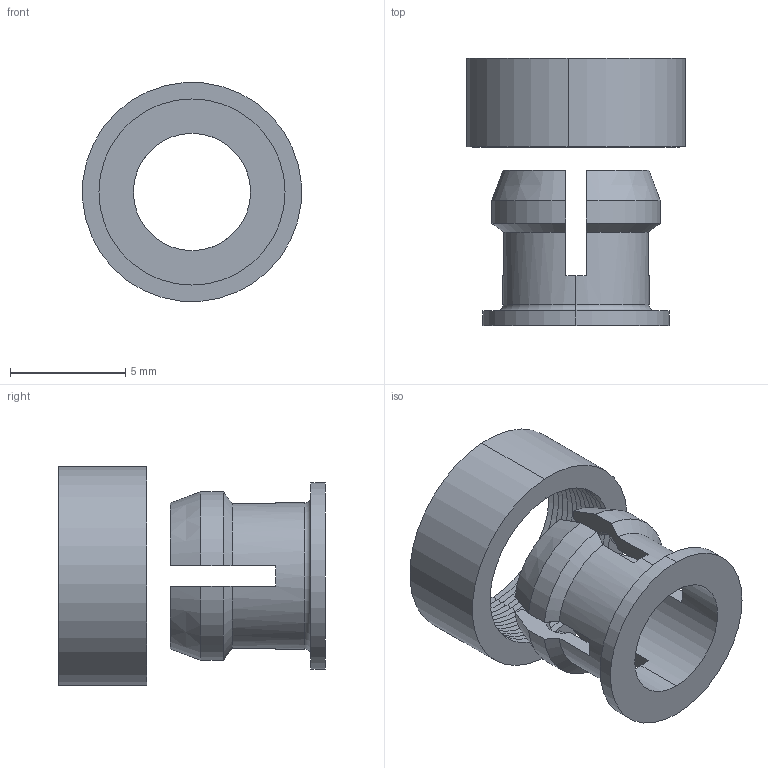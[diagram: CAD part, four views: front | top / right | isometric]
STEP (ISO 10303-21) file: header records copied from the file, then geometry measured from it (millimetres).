
FILE_DESCRIPTION (( 'STEP AP203' ), '1' );
FILE_NAME ('4304MC.STEP', '2021-04-22T15:27:30', ( '' ), ( '' ), 'SwSTEP 2.0', 'SolidWorks 2018', '' );
FILE_SCHEMA (( 'CONFIG_CONTROL_DESIGN' ));
Length unit declared in the file: inch
Products named in the file (3): MP52A-4304MC Collar; MP52B 4304MC Lamp Holder; 4304MC
Assembly tree (2 placements, depth 2):
  4304MC
    MP52B 4304MC Lamp Holder
    MP52A-4304MC Collar
Bounding box: 9.5 x 11.58 x 9.5 mm (x, y, z)
Volume: 189.4 mm3; surface area: 666.1 mm2
Topology: 2 solids, 2 shells, 104 faces, 246 edges, 146 vertices
Faces by surface type: cone 66, plane 20, cylinder 12, torus 6
Entity records: 3393 total; most frequent: CARTESIAN_POINT 669, DIRECTION 544, ORIENTED_EDGE 492, EDGE_CURVE 246, AXIS2_PLACEMENT_3D 221, VERTEX_POINT 146, CIRCLE 112, EDGE_LOOP 108
